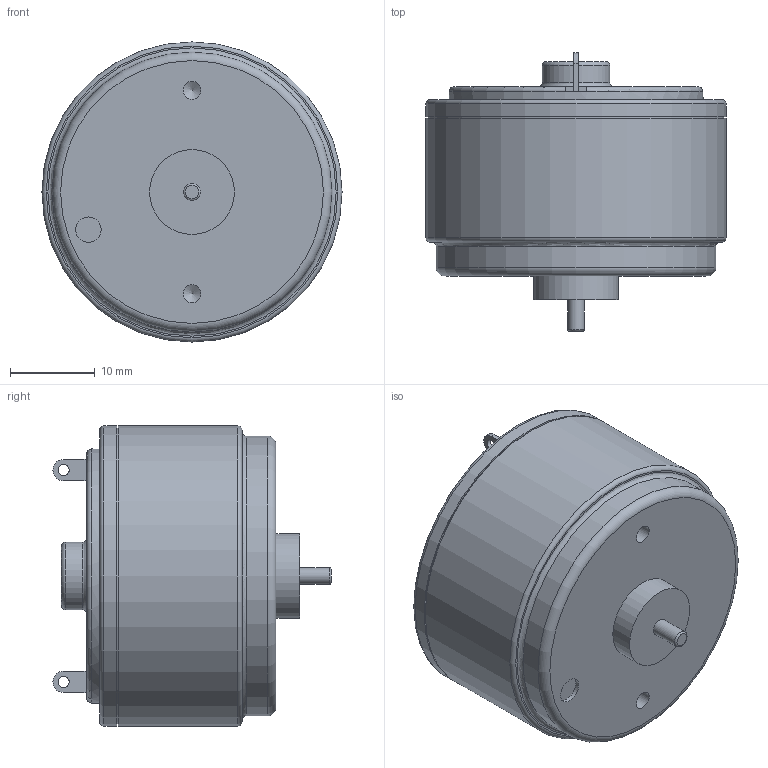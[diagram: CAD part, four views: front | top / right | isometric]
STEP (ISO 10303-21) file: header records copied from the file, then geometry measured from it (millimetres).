
FILE_DESCRIPTION((''),'2;1');
FILE_NAME('TP-3522A.stp','2016-11-16T13:23:17',('Administrator'),(''),'Autodesk Inventor 2010','Autodesk Inventor 2010','');
FILE_SCHEMA(('AUTOMOTIVE_DESIGN { 1 0 10303 214 1 1 1 1 }'));
Length unit declared in the file: millimetre
Products named in the file (1): TP-3522A
Bounding box: 35.4 x 32.8 x 35.4 mm (x, y, z)
Volume: 21278.5 mm3; surface area: 4666.4 mm2
Topology: 1 solids, 1 shells, 70 faces, 155 edges, 100 vertices
Faces by surface type: plane 37, cylinder 14, bspline 12, torus 7
Full cylindrical faces by diameter (mm): 1.3 x1, 2 x1, 2.4 x2, 3 x1, 5 x1, 8 x1, 10 x1, 30 x1, 33 x1, 35 x1, 35.4 x2
Entity records: 2007 total; most frequent: CARTESIAN_POINT 525, DIRECTION 292, ORIENTED_EDGE 246, EDGE_CURVE 123, AXIS2_PLACEMENT_3D 114, EDGE_LOOP 112, VERTEX_POINT 93, FACE_OUTER_BOUND 70
